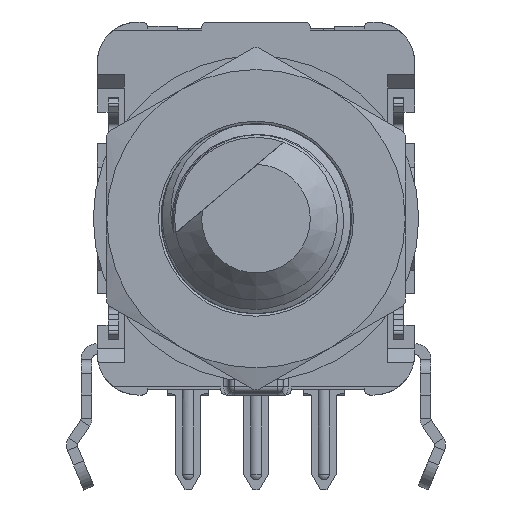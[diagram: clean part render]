
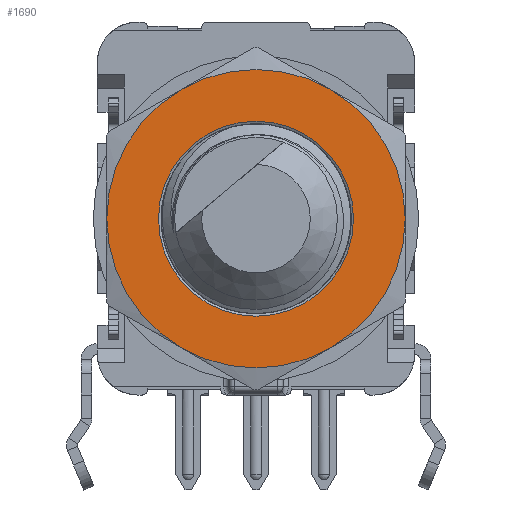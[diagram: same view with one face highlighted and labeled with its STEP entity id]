
A CAD part, front view. The second image highlights one B-rep face of the part: STEP entity #1690.
In plain terms, the highlighted face is planar.
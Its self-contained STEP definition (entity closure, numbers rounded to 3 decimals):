
#1690=ADVANCED_FACE('',(#13652,#13654),#13656,.T.);
#13652=FACE_BOUND('',#13653,.T.);
#13653=EDGE_LOOP('',(#18943,#18944,#18945,#18946,#18947,#18948));
#13654=FACE_BOUND('',#13655,.T.);
#13655=EDGE_LOOP('',(#18949));
#13656=PLANE('',#13657);
#13657=AXIS2_PLACEMENT_3D('',#13658,#13659,#13660);
#13658=CARTESIAN_POINT('',(0.,0.,3.3));
#13659=DIRECTION('',(0.,0.,1.));
#13660=DIRECTION('',(0.,-1.,0.));
#18943=ORIENTED_EDGE('',*,*,#21798,.F.);
#18944=ORIENTED_EDGE('',*,*,#21799,.F.);
#18945=ORIENTED_EDGE('',*,*,#21800,.F.);
#18946=ORIENTED_EDGE('',*,*,#21801,.F.);
#18947=ORIENTED_EDGE('',*,*,#21802,.F.);
#18948=ORIENTED_EDGE('',*,*,#21803,.F.);
#18949=ORIENTED_EDGE('',*,*,#21785,.T.);
#21785=EDGE_CURVE('',#23687,#23687,#23688,.T.);
#21798=EDGE_CURVE('',#23709,#23710,#23711,.T.);
#21799=EDGE_CURVE('',#23712,#23709,#23713,.T.);
#21800=EDGE_CURVE('',#23714,#23712,#23715,.T.);
#21801=EDGE_CURVE('',#23716,#23714,#23717,.T.);
#21802=EDGE_CURVE('',#23718,#23716,#23719,.T.);
#21803=EDGE_CURVE('',#23710,#23718,#23720,.T.);
#23687=VERTEX_POINT('',#29506);
#23688=CIRCLE('',#29507,3.594);
#23709=VERTEX_POINT('',#30013);
#23710=VERTEX_POINT('',#30014);
#23711=CIRCLE('',#30015,5.5);
#23712=VERTEX_POINT('',#30019);
#23713=CIRCLE('',#30020,5.5);
#23714=VERTEX_POINT('',#30024);
#23715=CIRCLE('',#30025,5.5);
#23716=VERTEX_POINT('',#30029);
#23717=CIRCLE('',#30030,5.5);
#23718=VERTEX_POINT('',#30034);
#23719=CIRCLE('',#30035,5.5);
#23720=CIRCLE('',#30039,5.5);
#29506=CARTESIAN_POINT('',(0.,-3.594,3.3));
#29507=AXIS2_PLACEMENT_3D('',#29508,#29509,#29510);
#29508=CARTESIAN_POINT('',(0.,0.,3.3));
#29509=DIRECTION('',(0.,0.,-1.));
#29510=DIRECTION('',(0.,-1.,0.));
#30013=CARTESIAN_POINT('',(5.5,0.,3.3));
#30014=CARTESIAN_POINT('',(2.75,-4.763,3.3));
#30015=AXIS2_PLACEMENT_3D('',#30016,#30017,#30018);
#30016=CARTESIAN_POINT('',(0.,0.,3.3));
#30017=DIRECTION('',(0.,0.,-1.));
#30018=DIRECTION('',(1.,0.,0.));
#30019=CARTESIAN_POINT('',(2.75,4.763,3.3));
#30020=AXIS2_PLACEMENT_3D('',#30021,#30022,#30023);
#30021=CARTESIAN_POINT('',(0.,0.,3.3));
#30022=DIRECTION('',(0.,0.,-1.));
#30023=DIRECTION('',(0.5,0.866,0.));
#30024=CARTESIAN_POINT('',(-2.75,4.763,3.3));
#30025=AXIS2_PLACEMENT_3D('',#30026,#30027,#30028);
#30026=CARTESIAN_POINT('',(0.,0.,3.3));
#30027=DIRECTION('',(0.,0.,-1.));
#30028=DIRECTION('',(-0.5,0.866,0.));
#30029=CARTESIAN_POINT('',(-5.5,0.,3.3));
#30030=AXIS2_PLACEMENT_3D('',#30031,#30032,#30033);
#30031=CARTESIAN_POINT('',(0.,0.,3.3));
#30032=DIRECTION('',(0.,0.,-1.));
#30033=DIRECTION('',(-1.,0.,0.));
#30034=CARTESIAN_POINT('',(-2.75,-4.763,3.3));
#30035=AXIS2_PLACEMENT_3D('',#30036,#30037,#30038);
#30036=CARTESIAN_POINT('',(0.,0.,3.3));
#30037=DIRECTION('',(0.,0.,-1.));
#30038=DIRECTION('',(-0.5,-0.866,0.));
#30039=AXIS2_PLACEMENT_3D('',#30040,#30041,#30042);
#30040=CARTESIAN_POINT('',(0.,0.,3.3));
#30041=DIRECTION('',(0.,0.,-1.));
#30042=DIRECTION('',(0.5,-0.866,0.));
